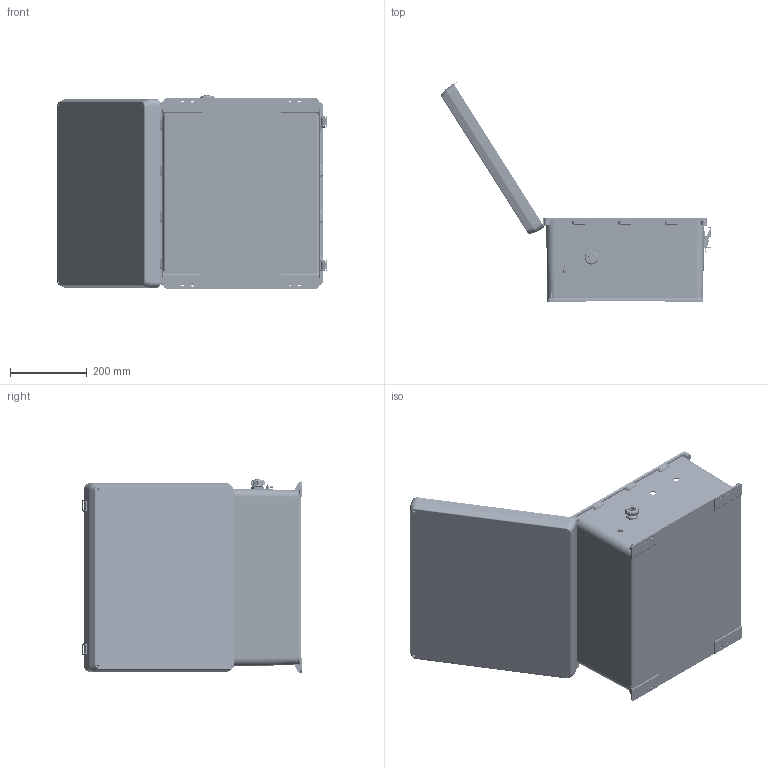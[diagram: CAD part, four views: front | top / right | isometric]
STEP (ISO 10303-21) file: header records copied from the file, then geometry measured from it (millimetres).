
FILE_DESCRIPTION (( 'STEP AP214' ), '1' );
FILE_NAME ('TEF181608-E00.STEP', '2019-05-09T16:26:24', ( '' ), ( '' ), 'SwSTEP 2.0', 'SolidWorks 2018', '' );
FILE_SCHEMA (( 'AUTOMOTIVE_DESIGN' ));
Length unit declared in the file: inch
Products named in the file (27): XMH-0007; NB181608-Box; XMH-0041; XCT-0005; XFN-0013; NB181608-DoorClasp-2; XF1082-01; NB181608-Hinge; NEMA 18 GroundWire; XFS-0026; XCT-0011; XC-0003; XCT-0010; XFS-0059; XFS-0031; XFS-0017; XCTB-0002; XFN-0003; NB181608-DoorClasp-1; TEF181608-E00; NB181608-Lid; XFS-0032_91735A151; 10-32 NEMA PLATE SCREW; XFW-0002; XF797-01; MJSCVR; 1AM07-189
Assembly tree (46 placements, depth 2):
  TEF181608-E00
    NB181608-Box
    NB181608-Hinge  x2
    NB181608-Lid
    NB181608-DoorClasp-1  x2
    NB181608-DoorClasp-2  x2
    10-32 NEMA PLATE SCREW  x4
    XFS-0017  x3
    XCT-0011
    XCT-0010
    XFN-0003  x2
    XC-0003
    XCT-0005
    XFW-0002  x5
    XFS-0026
    XMH-0007  x4
    XMH-0041
    XCTB-0002
    NEMA 18 GroundWire
    XFN-0013  x2
    XFS-0032_91735A151  x2
    XF797-01
    XFS-0059  x2
    XF1082-01
    1AM07-189
    MJSCVR  x2
    XFS-0031
Bounding box: 703.32 x 571.16 x 502.84 mm (x, y, z)
Volume: 3609960.1 mm3; surface area: 2204136.3 mm2
Topology: 54 solids, 55 shells, 5613 faces, 14358 edges, 8877 vertices
Faces by surface type: cylinder 1910, plane 1828, cone 1273, torus 333, bspline 239, sphere 30
Entity records: 147911 total; most frequent: CARTESIAN_POINT 40850, ORIENTED_EDGE 19192, DIRECTION 18515, EDGE_CURVE 9596, AXIS2_PLACEMENT_3D 6753, VERTEX_POINT 6008, LINE 5009, VECTOR 5009
